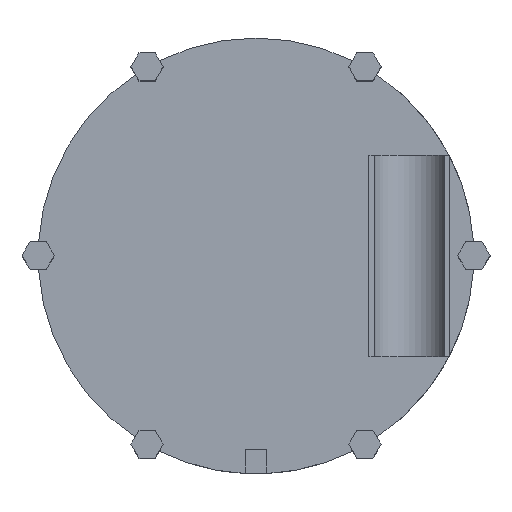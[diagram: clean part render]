
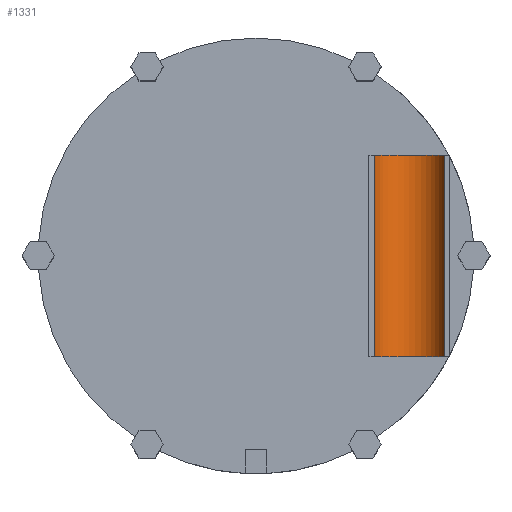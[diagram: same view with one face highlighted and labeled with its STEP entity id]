
A CAD part, top view. The second image highlights one B-rep face of the part: STEP entity #1331.
In plain terms, the highlighted cylindrical face has radius 9.25 mm (diameter 18.5 mm), a partial arc.
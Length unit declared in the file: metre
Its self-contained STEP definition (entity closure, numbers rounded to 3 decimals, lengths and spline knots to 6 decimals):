
#20=CYLINDRICAL_SURFACE('',#1430,0.00925);
#169=LINE('',#2156,#333);
#172=LINE('',#2165,#336);
#333=VECTOR('',#1739,1.);
#336=VECTOR('',#1752,1.);
#669=ORIENTED_EDGE('',*,*,#900,.F.);
#670=ORIENTED_EDGE('',*,*,#897,.F.);
#671=ORIENTED_EDGE('',*,*,#901,.T.);
#672=ORIENTED_EDGE('',*,*,#902,.T.);
#673=ORIENTED_EDGE('',*,*,#903,.T.);
#674=ORIENTED_EDGE('',*,*,#904,.F.);
#897=EDGE_CURVE('',#1036,#1034,#169,.T.);
#900=EDGE_CURVE('',#1034,#935,#1065,.T.);
#901=EDGE_CURVE('',#1036,#932,#1066,.T.);
#902=EDGE_CURVE('',#932,#1037,#1067,.T.);
#903=EDGE_CURVE('',#1037,#1038,#172,.T.);
#904=EDGE_CURVE('',#935,#1038,#1068,.T.);
#932=VERTEX_POINT('',#1825);
#935=VERTEX_POINT('',#1831);
#1034=VERTEX_POINT('',#2151);
#1036=VERTEX_POINT('',#2155);
#1037=VERTEX_POINT('',#2164);
#1038=VERTEX_POINT('',#2166);
#1065=CIRCLE('',#1431,0.00925);
#1066=CIRCLE('',#1432,0.00925);
#1067=CIRCLE('',#1433,0.00925);
#1068=CIRCLE('',#1434,0.00925);
#1126=EDGE_LOOP('',(#669,#670,#671,#672,#673,#674));
#1200=FACE_BOUND('',#1126,.T.);
#1331=ADVANCED_FACE('',(#1200),#20,.F.);
#1430=AXIS2_PLACEMENT_3D('',#2160,#1744,#1745);
#1431=AXIS2_PLACEMENT_3D('',#2161,#1746,#1747);
#1432=AXIS2_PLACEMENT_3D('',#2162,#1748,#1749);
#1433=AXIS2_PLACEMENT_3D('',#2163,#1750,#1751);
#1434=AXIS2_PLACEMENT_3D('',#2167,#1753,#1754);
#1739=DIRECTION('',(0.,1.,0.));
#1744=DIRECTION('',(0.,1.,0.));
#1745=DIRECTION('',(0.,0.,1.));
#1746=DIRECTION('',(0.,-1.,0.));
#1747=DIRECTION('',(0.,0.,-1.));
#1748=DIRECTION('',(0.,-1.,0.));
#1749=DIRECTION('',(0.,0.,-1.));
#1750=DIRECTION('',(0.,-1.,0.));
#1751=DIRECTION('',(0.,0.,-1.));
#1752=DIRECTION('',(0.,1.,0.));
#1753=DIRECTION('',(0.,-1.,0.));
#1754=DIRECTION('',(0.,0.,-1.));
#1825=CARTESIAN_POINT('',(0.038,-0.025,0.));
#1831=CARTESIAN_POINT('',(0.038,0.025,0.));
#2151=CARTESIAN_POINT('',(0.029279,0.025,0.006167));
#2155=CARTESIAN_POINT('',(0.029279,-0.025,0.006167));
#2156=CARTESIAN_POINT('',(0.029279,-0.025,0.006167));
#2160=CARTESIAN_POINT('',(0.038,-0.025,0.00925));
#2161=CARTESIAN_POINT('',(0.038,0.025,0.00925));
#2162=CARTESIAN_POINT('',(0.038,-0.025,0.00925));
#2163=CARTESIAN_POINT('',(0.038,-0.025,0.00925));
#2164=CARTESIAN_POINT('',(0.046721,-0.025,0.006167));
#2165=CARTESIAN_POINT('',(0.046721,-0.025,0.006167));
#2166=CARTESIAN_POINT('',(0.046721,0.025,0.006167));
#2167=CARTESIAN_POINT('',(0.038,0.025,0.00925));
